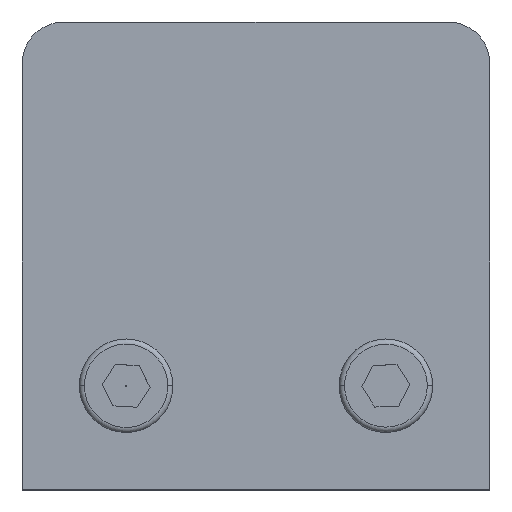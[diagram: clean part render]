
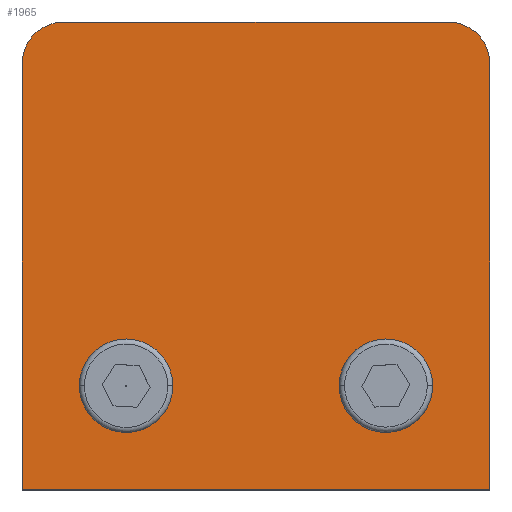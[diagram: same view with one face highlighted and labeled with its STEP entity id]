
A CAD part, top view. The second image highlights one B-rep face of the part: STEP entity #1965.
In plain terms, the highlighted planar face has unit normal (0, 0, 1).
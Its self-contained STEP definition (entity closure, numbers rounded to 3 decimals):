
#28 = VERTEX_POINT ( 'NONE', #1815 ) ;
#78 = ORIENTED_EDGE ( 'NONE', *, *, #491, .T. ) ;
#79 = DIRECTION ( 'NONE',  ( 0., 0., 1. ) ) ;
#133 = CARTESIAN_POINT ( 'NONE',  ( -42.5, -7.481, 20.75 ) ) ;
#134 = VERTEX_POINT ( 'NONE', #521 ) ;
#181 = EDGE_CURVE ( 'NONE', #134, #3178, #3093, .T. ) ;
#187 = FACE_BOUND ( 'NONE', #3442, .T. ) ;
#262 = AXIS2_PLACEMENT_3D ( 'NONE', #1946, #539, #1430 ) ;
#302 = CARTESIAN_POINT ( 'NONE',  ( 22.5, 33.5, 20.75 ) ) ;
#310 = DIRECTION ( 'NONE',  ( 0., 0., 1. ) ) ;
#349 = CARTESIAN_POINT ( 'NONE',  ( -12.5, 2.5, 20.75 ) ) ;
#355 = DIRECTION ( 'NONE',  ( 0., -1., 0. ) ) ;
#363 = VECTOR ( 'NONE', #3253, 1000. ) ;
#384 = CARTESIAN_POINT ( 'NONE',  ( -18.5, 33.5, 20.75 ) ) ;
#390 = CARTESIAN_POINT ( 'NONE',  ( 22.5, 37.5, 20.75 ) ) ;
#398 = VERTEX_POINT ( 'NONE', #2713 ) ;
#428 = AXIS2_PLACEMENT_3D ( 'NONE', #1455, #79, #1217 ) ;
#436 = EDGE_CURVE ( 'NONE', #1845, #2245, #1290, .T. ) ;
#438 = EDGE_CURVE ( 'NONE', #2245, #2683, #2403, .T. ) ;
#446 = EDGE_CURVE ( 'NONE', #28, #3508, #3219, .T. ) ;
#491 = EDGE_CURVE ( 'NONE', #3508, #1845, #2927, .T. ) ;
#499 = ORIENTED_EDGE ( 'NONE', *, *, #2063, .F. ) ;
#502 = DIRECTION ( 'NONE',  ( 1., 0., 0. ) ) ;
#521 = CARTESIAN_POINT ( 'NONE',  ( 8., 2.5, 20.75 ) ) ;
#538 = CARTESIAN_POINT ( 'NONE',  ( 12.5, 2.5, 20.75 ) ) ;
#539 = DIRECTION ( 'NONE',  ( 0., 0., 1. ) ) ;
#668 = AXIS2_PLACEMENT_3D ( 'NONE', #2215, #1920, #812 ) ;
#675 = CIRCLE ( 'NONE', #428, 4.5 ) ;
#719 = CARTESIAN_POINT ( 'NONE',  ( -22.5, 37.5, 20.75 ) ) ;
#812 = DIRECTION ( 'NONE',  ( 0., 1., 0. ) ) ;
#820 = CIRCLE ( 'NONE', #2910, 4. ) ;
#883 = ORIENTED_EDGE ( 'NONE', *, *, #3176, .F. ) ;
#888 = ORIENTED_EDGE ( 'NONE', *, *, #438, .T. ) ;
#1025 = AXIS2_PLACEMENT_3D ( 'NONE', #349, #310, #3164 ) ;
#1073 = FACE_BOUND ( 'NONE', #2325, .T. ) ;
#1217 = DIRECTION ( 'NONE',  ( 1., 0., 0. ) ) ;
#1219 = EDGE_CURVE ( 'NONE', #2725, #28, #820, .T. ) ;
#1290 = LINE ( 'NONE', #719, #2394 ) ;
#1362 = CARTESIAN_POINT ( 'NONE',  ( -22.5, 33.5, 20.75 ) ) ;
#1430 = DIRECTION ( 'NONE',  ( 1., 0., 0. ) ) ;
#1439 = CIRCLE ( 'NONE', #1025, 4.5 ) ;
#1455 = CARTESIAN_POINT ( 'NONE',  ( -12.5, 2.5, 20.75 ) ) ;
#1482 = LINE ( 'NONE', #390, #2365 ) ;
#1515 = DIRECTION ( 'NONE',  ( 0., 0., 1. ) ) ;
#1551 = CARTESIAN_POINT ( 'NONE',  ( 22.5, 37.5, 20.75 ) ) ;
#1611 = EDGE_CURVE ( 'NONE', #398, #2745, #1439, .T. ) ;
#1714 = CARTESIAN_POINT ( 'NONE',  ( 22.5, -7.481, 20.75 ) ) ;
#1806 = ORIENTED_EDGE ( 'NONE', *, *, #181, .F. ) ;
#1815 = CARTESIAN_POINT ( 'NONE',  ( 18.5, 37.5, 20.75 ) ) ;
#1845 = VERTEX_POINT ( 'NONE', #1362 ) ;
#1855 = ORIENTED_EDGE ( 'NONE', *, *, #1219, .T. ) ;
#1899 = VECTOR ( 'NONE', #2371, 1000. ) ;
#1920 = DIRECTION ( 'NONE',  ( 0., 0., -1. ) ) ;
#1935 = CARTESIAN_POINT ( 'NONE',  ( -22.5, -7.481, 20.75 ) ) ;
#1946 = CARTESIAN_POINT ( 'NONE',  ( 12.5, 2.5, 20.75 ) ) ;
#1965 = ADVANCED_FACE ( 'NONE', ( #1073, #187, #3339 ), #2767, .F. ) ;
#2014 = DIRECTION ( 'NONE',  ( 0., 1., 0. ) ) ;
#2063 = EDGE_CURVE ( 'NONE', #2745, #398, #675, .T. ) ;
#2215 = CARTESIAN_POINT ( 'NONE',  ( 22.5, 37.5, 20.75 ) ) ;
#2245 = VERTEX_POINT ( 'NONE', #1935 ) ;
#2268 = CARTESIAN_POINT ( 'NONE',  ( -17., 2.5, 20.75 ) ) ;
#2325 = EDGE_LOOP ( 'NONE', ( #3470, #499 ) ) ;
#2365 = VECTOR ( 'NONE', #355, 1000. ) ;
#2371 = DIRECTION ( 'NONE',  ( -1., 0., 0. ) ) ;
#2394 = VECTOR ( 'NONE', #2993, 1000. ) ;
#2403 = LINE ( 'NONE', #133, #363 ) ;
#2442 = AXIS2_PLACEMENT_3D ( 'NONE', #538, #2521, #502 ) ;
#2521 = DIRECTION ( 'NONE',  ( 0., 0., 1. ) ) ;
#2661 = DIRECTION ( 'NONE',  ( 0., 1., 0. ) ) ;
#2683 = VERTEX_POINT ( 'NONE', #1714 ) ;
#2711 = CIRCLE ( 'NONE', #262, 4.5 ) ;
#2713 = CARTESIAN_POINT ( 'NONE',  ( -8., 2.5, 20.75 ) ) ;
#2725 = VERTEX_POINT ( 'NONE', #302 ) ;
#2745 = VERTEX_POINT ( 'NONE', #2268 ) ;
#2767 = PLANE ( 'NONE',  #668 ) ;
#2910 = AXIS2_PLACEMENT_3D ( 'NONE', #3156, #3451, #2014 ) ;
#2925 = ORIENTED_EDGE ( 'NONE', *, *, #446, .T. ) ;
#2927 = CIRCLE ( 'NONE', #3053, 4. ) ;
#2980 = CARTESIAN_POINT ( 'NONE',  ( 17., 2.5, 20.75 ) ) ;
#2993 = DIRECTION ( 'NONE',  ( 0., -1., 0. ) ) ;
#3040 = ORIENTED_EDGE ( 'NONE', *, *, #3510, .F. ) ;
#3053 = AXIS2_PLACEMENT_3D ( 'NONE', #384, #1515, #2661 ) ;
#3093 = CIRCLE ( 'NONE', #2442, 4.5 ) ;
#3115 = CARTESIAN_POINT ( 'NONE',  ( -18.5, 37.5, 20.75 ) ) ;
#3156 = CARTESIAN_POINT ( 'NONE',  ( 18.5, 33.5, 20.75 ) ) ;
#3164 = DIRECTION ( 'NONE',  ( 1., 0., 0. ) ) ;
#3169 = EDGE_LOOP ( 'NONE', ( #3341, #888, #883, #1855, #2925, #78 ) ) ;
#3176 = EDGE_CURVE ( 'NONE', #2725, #2683, #1482, .T. ) ;
#3178 = VERTEX_POINT ( 'NONE', #2980 ) ;
#3219 = LINE ( 'NONE', #1551, #1899 ) ;
#3253 = DIRECTION ( 'NONE',  ( 1., 0., 0. ) ) ;
#3339 = FACE_OUTER_BOUND ( 'NONE', #3169, .T. ) ;
#3341 = ORIENTED_EDGE ( 'NONE', *, *, #436, .T. ) ;
#3442 = EDGE_LOOP ( 'NONE', ( #3040, #1806 ) ) ;
#3451 = DIRECTION ( 'NONE',  ( 0., 0., 1. ) ) ;
#3470 = ORIENTED_EDGE ( 'NONE', *, *, #1611, .F. ) ;
#3508 = VERTEX_POINT ( 'NONE', #3115 ) ;
#3510 = EDGE_CURVE ( 'NONE', #3178, #134, #2711, .T. ) ;
